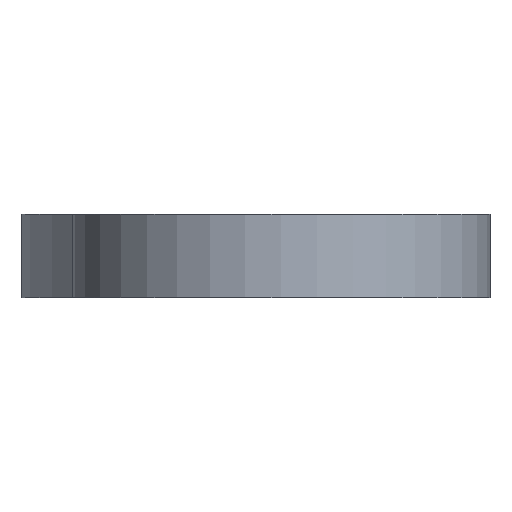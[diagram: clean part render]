
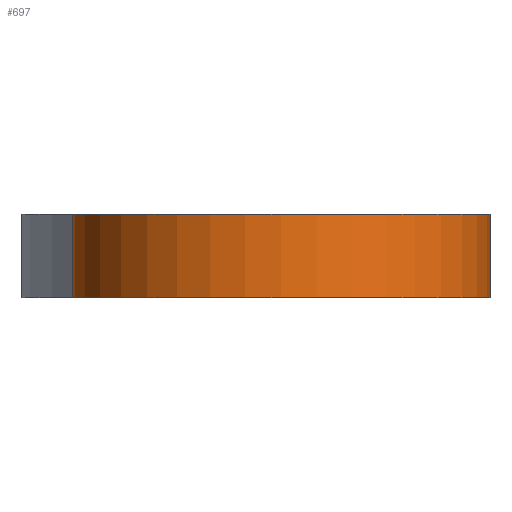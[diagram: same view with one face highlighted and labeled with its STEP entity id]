
A CAD part, front view. The second image highlights one B-rep face of the part: STEP entity #697.
In plain terms, the highlighted cylindrical face has radius 5 mm (diameter 10 mm), a partial arc.
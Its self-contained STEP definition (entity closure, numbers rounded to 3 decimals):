
#4 = FACE_OUTER_BOUND ( 'NONE', #119, .T. ) ;
#8 = ORIENTED_EDGE ( 'NONE', *, *, #260, .F. ) ;
#10 = DIRECTION ( 'NONE',  ( 0., 0., 1. ) ) ;
#119 = EDGE_LOOP ( 'NONE', ( #718, #8, #777, #755 ) ) ;
#135 = DIRECTION ( 'NONE',  ( 0., 0., 1. ) ) ;
#138 = DIRECTION ( 'NONE',  ( 0., 0., -1. ) ) ;
#155 = CARTESIAN_POINT ( 'NONE',  ( -5., -40., 2. ) ) ;
#161 = VERTEX_POINT ( 'NONE', #426 ) ;
#167 = CARTESIAN_POINT ( 'NONE',  ( 5., -40., 2. ) ) ;
#170 = VERTEX_POINT ( 'NONE', #167 ) ;
#176 = VECTOR ( 'NONE', #393, 1000. ) ;
#183 = CARTESIAN_POINT ( 'NONE',  ( 5., -40., 0. ) ) ;
#192 = DIRECTION ( 'NONE',  ( 0., 0., -1. ) ) ;
#197 = LINE ( 'NONE', #445, #739 ) ;
#203 = CIRCLE ( 'NONE', #449, 5. ) ;
#238 = VERTEX_POINT ( 'NONE', #630 ) ;
#254 = CYLINDRICAL_SURFACE ( 'NONE', #476, 5. ) ;
#260 = EDGE_CURVE ( 'NONE', #161, #170, #203, .T. ) ;
#267 = LINE ( 'NONE', #155, #176 ) ;
#328 = EDGE_CURVE ( 'NONE', #170, #613, #197, .T. ) ;
#343 = EDGE_CURVE ( 'NONE', #161, #238, #267, .T. ) ;
#393 = DIRECTION ( 'NONE',  ( 0., 0., -1. ) ) ;
#426 = CARTESIAN_POINT ( 'NONE',  ( -5., -40., 2. ) ) ;
#445 = CARTESIAN_POINT ( 'NONE',  ( 5., -40., 2. ) ) ;
#449 = AXIS2_PLACEMENT_3D ( 'NONE', #556, #10, #500 ) ;
#476 = AXIS2_PLACEMENT_3D ( 'NONE', #503, #192, #506 ) ;
#500 = DIRECTION ( 'NONE',  ( 1., 0., 0. ) ) ;
#503 = CARTESIAN_POINT ( 'NONE',  ( 0., -40., 2. ) ) ;
#506 = DIRECTION ( 'NONE',  ( -1., 0., 0. ) ) ;
#556 = CARTESIAN_POINT ( 'NONE',  ( 0., -40., 2. ) ) ;
#581 = EDGE_CURVE ( 'NONE', #238, #613, #789, .T. ) ;
#602 = AXIS2_PLACEMENT_3D ( 'NONE', #619, #135, #808 ) ;
#613 = VERTEX_POINT ( 'NONE', #183 ) ;
#619 = CARTESIAN_POINT ( 'NONE',  ( 0., -40., 0. ) ) ;
#630 = CARTESIAN_POINT ( 'NONE',  ( -5., -40., 0. ) ) ;
#697 = ADVANCED_FACE ( 'NONE', ( #4 ), #254, .T. ) ;
#718 = ORIENTED_EDGE ( 'NONE', *, *, #328, .F. ) ;
#739 = VECTOR ( 'NONE', #138, 1000. ) ;
#755 = ORIENTED_EDGE ( 'NONE', *, *, #581, .T. ) ;
#777 = ORIENTED_EDGE ( 'NONE', *, *, #343, .T. ) ;
#789 = CIRCLE ( 'NONE', #602, 5. ) ;
#808 = DIRECTION ( 'NONE',  ( 1., 0., 0. ) ) ;
